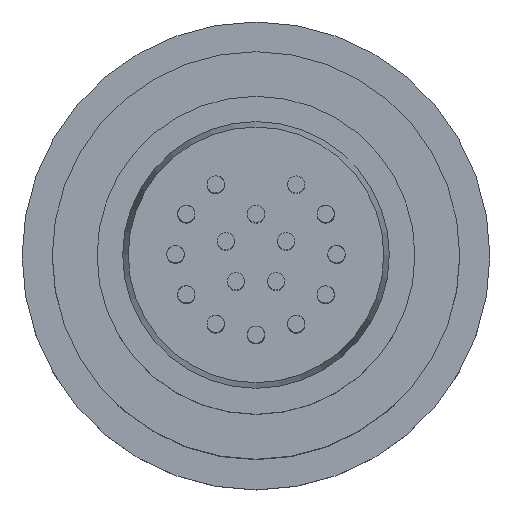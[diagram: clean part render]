
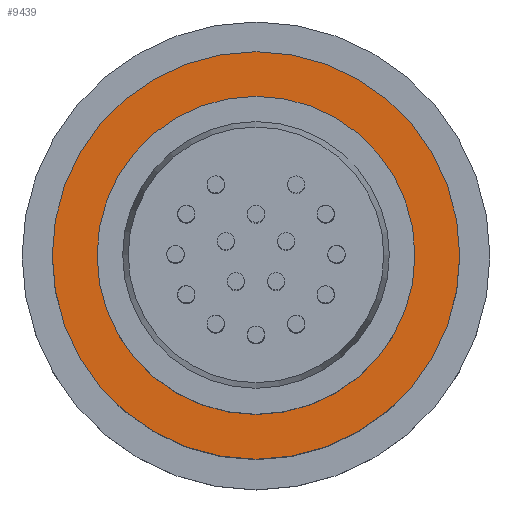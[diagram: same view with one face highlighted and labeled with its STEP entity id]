
A CAD part, top view. The second image highlights one B-rep face of the part: STEP entity #9439.
In plain terms, the highlighted planar face has unit normal (0, 0, 1).
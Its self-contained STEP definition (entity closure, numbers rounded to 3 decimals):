
#115=FACE_BOUND($,#2390,.T.);
#116=FACE_BOUND($,#2391,.T.);
#193=CIRCLE($,#9826,15.8);
#194=CIRCLE($,#9828,20.25);
#2390=EDGE_LOOP($,(#8650));
#2391=EDGE_LOOP($,(#8651));
#4824=VERTEX_POINT($,#25093);
#4825=VERTEX_POINT($,#25096);
#6095=EDGE_CURVE($,#4824,#4824,#193,.T.);
#6096=EDGE_CURVE($,#4825,#4825,#194,.T.);
#8650=ORIENTED_EDGE($,*,*,#6095,.T.);
#8651=ORIENTED_EDGE($,*,*,#6096,.F.);
#8924=PLANE($,#9830);
#9439=ADVANCED_FACE($,(#115,#116),#8924,.F.);
#9826=AXIS2_PLACEMENT_3D($,#25094,#11385,#11386);
#9828=AXIS2_PLACEMENT_3D($,#25097,#11389,#11390);
#9830=AXIS2_PLACEMENT_3D($,#25100,#11393,#11394);
#11385=DIRECTION('center_axis',(0.,0.,-1.));
#11386=DIRECTION('ref_axis',(-1.,0.,0.));
#11389=DIRECTION('center_axis',(0.,0.,-1.));
#11390=DIRECTION('ref_axis',(-1.,0.,0.));
#11393=DIRECTION('center_axis',(0.,0.,-1.));
#11394=DIRECTION('ref_axis',(-1.,0.,0.));
#25093=CARTESIAN_POINT('',(15.8,0.,45.));
#25094=CARTESIAN_POINT('Origin',(0.,0.,45.));
#25096=CARTESIAN_POINT('',(20.25,0.,45.));
#25097=CARTESIAN_POINT('Origin',(0.,0.,45.));
#25100=CARTESIAN_POINT('Origin',(0.,0.,45.));
